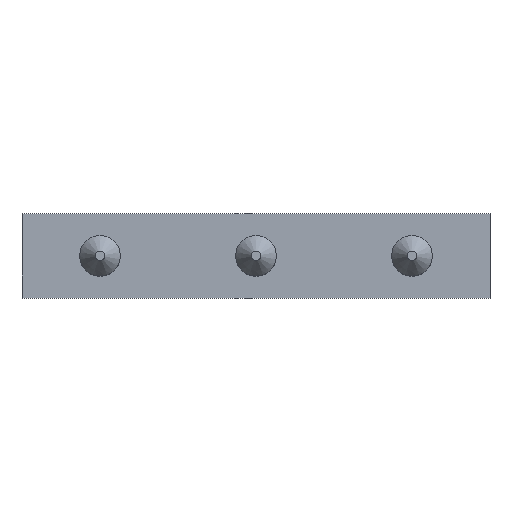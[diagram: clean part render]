
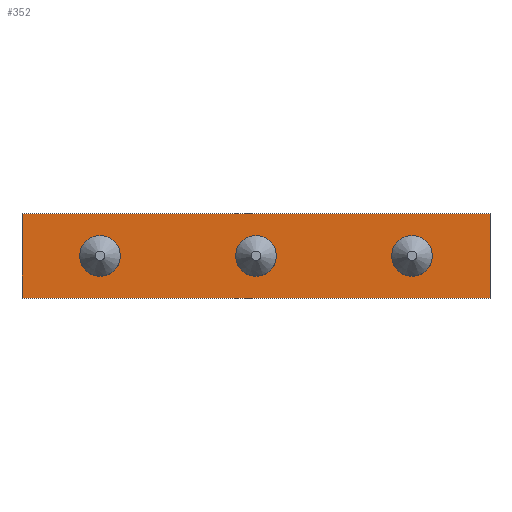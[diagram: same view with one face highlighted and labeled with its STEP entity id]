
A CAD part, top view. The second image highlights one B-rep face of the part: STEP entity #352.
In plain terms, the highlighted planar face has unit normal (0, 0, 1).
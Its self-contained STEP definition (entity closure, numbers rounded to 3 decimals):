
#30=FACE_BOUND('',#90,.T.);
#31=FACE_BOUND('',#91,.T.);
#32=FACE_BOUND('',#92,.T.);
#36=CIRCLE('',#403,0.65);
#37=CIRCLE('',#404,0.65);
#38=CIRCLE('',#405,0.65);
#62=FACE_OUTER_BOUND('',#89,.T.);
#89=EDGE_LOOP('',(#262,#263,#264,#265));
#90=EDGE_LOOP('',(#266));
#91=EDGE_LOOP('',(#267));
#92=EDGE_LOOP('',(#268));
#116=LINE('',#584,#140);
#118=LINE('',#588,#142);
#120=LINE('',#592,#144);
#122=LINE('',#595,#146);
#140=VECTOR('',#459,2.7);
#142=VECTOR('',#463,15.);
#144=VECTOR('',#467,2.7);
#146=VECTOR('',#471,15.);
#166=VERTEX_POINT('',#581);
#167=VERTEX_POINT('',#583);
#168=VERTEX_POINT('',#587);
#169=VERTEX_POINT('',#591);
#170=VERTEX_POINT('',#597);
#171=VERTEX_POINT('',#599);
#172=VERTEX_POINT('',#601);
#199=EDGE_CURVE('',#167,#166,#116,.T.);
#201=EDGE_CURVE('',#168,#167,#118,.T.);
#203=EDGE_CURVE('',#169,#168,#120,.T.);
#205=EDGE_CURVE('',#166,#169,#122,.T.);
#206=EDGE_CURVE('',#170,#170,#36,.T.);
#207=EDGE_CURVE('',#171,#171,#37,.T.);
#208=EDGE_CURVE('',#172,#172,#38,.T.);
#262=ORIENTED_EDGE('',*,*,#199,.T.);
#263=ORIENTED_EDGE('',*,*,#205,.T.);
#264=ORIENTED_EDGE('',*,*,#203,.T.);
#265=ORIENTED_EDGE('',*,*,#201,.T.);
#266=ORIENTED_EDGE('',*,*,#206,.F.);
#267=ORIENTED_EDGE('',*,*,#207,.F.);
#268=ORIENTED_EDGE('',*,*,#208,.F.);
#340=PLANE('',#402);
#352=ADVANCED_FACE('',(#62,#30,#31,#32),#340,.T.);
#402=AXIS2_PLACEMENT_3D('',#596,#472,#473);
#403=AXIS2_PLACEMENT_3D('',#598,#474,#475);
#404=AXIS2_PLACEMENT_3D('',#600,#476,#477);
#405=AXIS2_PLACEMENT_3D('',#602,#478,#479);
#459=DIRECTION('',(0.,-1.,0.));
#463=DIRECTION('',(-1.,0.,0.));
#467=DIRECTION('',(0.,1.,0.));
#471=DIRECTION('',(1.,0.,0.));
#472=DIRECTION('center_axis',(0.,0.,1.));
#473=DIRECTION('ref_axis',(1.,0.,0.));
#474=DIRECTION('center_axis',(0.,0.,1.));
#475=DIRECTION('ref_axis',(1.,0.,0.));
#476=DIRECTION('center_axis',(0.,0.,1.));
#477=DIRECTION('ref_axis',(1.,0.,0.));
#478=DIRECTION('center_axis',(0.,0.,1.));
#479=DIRECTION('ref_axis',(1.,0.,0.));
#581=CARTESIAN_POINT('',(-7.5,-1.35,2.));
#583=CARTESIAN_POINT('',(-7.5,1.35,2.));
#584=CARTESIAN_POINT('',(-7.5,1.35,2.));
#587=CARTESIAN_POINT('',(7.5,1.35,2.));
#588=CARTESIAN_POINT('',(7.5,1.35,2.));
#591=CARTESIAN_POINT('',(7.5,-1.35,2.));
#592=CARTESIAN_POINT('',(7.5,-1.35,2.));
#595=CARTESIAN_POINT('',(-7.5,-1.35,2.));
#596=CARTESIAN_POINT('Origin',(0.,0.,2.));
#597=CARTESIAN_POINT('',(-5.65,0.,2.));
#598=CARTESIAN_POINT('Origin',(-5.,0.,2.));
#599=CARTESIAN_POINT('',(-0.65,0.,2.));
#600=CARTESIAN_POINT('Origin',(0.,0.,2.));
#601=CARTESIAN_POINT('',(4.35,0.,2.));
#602=CARTESIAN_POINT('Origin',(5.,0.,2.));
